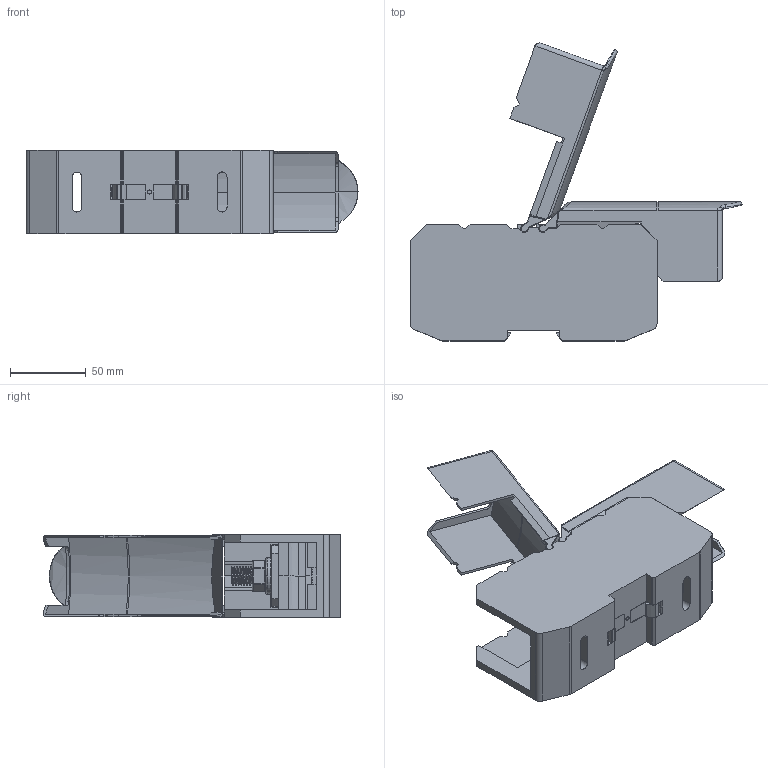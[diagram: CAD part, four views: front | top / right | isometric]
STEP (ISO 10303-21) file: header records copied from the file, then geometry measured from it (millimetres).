
FILE_DESCRIPTION (( 'STEP AP203' ), '1' );
FILE_NAME ('185 mm2 Baralý Klemens.STEP', '2020-03-20T07:17:46', ( '' ), ( '' ), 'SwSTEP 2.0', 'SolidWorks 2011', '' );
FILE_SCHEMA (( 'CONFIG_CONTROL_DESIGN' ));
Length unit declared in the file: millimetre
Products named in the file (1): 185 mm2 Baralý Klemens
Bounding box: 219.75 x 197.19 x 55 mm (x, y, z)
Volume: 367443.7 mm3; surface area: 129261.3 mm2
Topology: 1 solids, 1 shells, 928 faces, 2609 edges, 1658 vertices
Faces by surface type: plane 458, cylinder 324, bspline 130, cone 16
Entity records: 45619 total; most frequent: CARTESIAN_POINT 23636, ORIENTED_EDGE 5182, DIRECTION 3700, EDGE_CURVE 2591, VERTEX_POINT 1658, LINE 1560, VECTOR 1560, AXIS2_PLACEMENT_3D 1070
